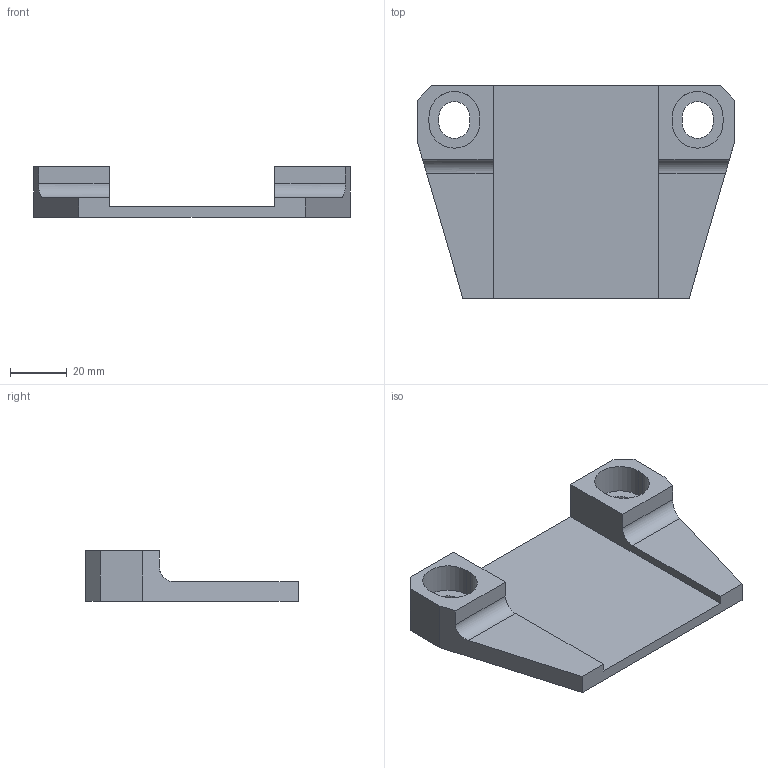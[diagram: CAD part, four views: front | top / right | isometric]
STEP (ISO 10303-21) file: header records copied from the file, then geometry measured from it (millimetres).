
FILE_DESCRIPTION(('STEP AP203'),'1');
FILE_NAME('ce.stp','2020-01-29T17:57:22',(' '),(' '),'Spatial InterOp 3D',' ',' ');
FILE_SCHEMA(('CONFIG_CONTROL_DESIGN'));
Length unit declared in the file: millimetre
Products named in the file (1): 1
Bounding box: 112 x 75 x 18 mm (x, y, z)
Volume: 46571.1 mm3; surface area: 20990.3 mm2
Topology: 1 solids, 1 shells, 38 faces, 102 edges, 68 vertices
Faces by surface type: plane 28, cylinder 10
Entity records: 1256 total; most frequent: CARTESIAN_POINT 209, ORIENTED_EDGE 204, DIRECTION 200, EDGE_CURVE 102, LINE 82, VECTOR 82, VERTEX_POINT 68, AXIS2_PLACEMENT_3D 59
